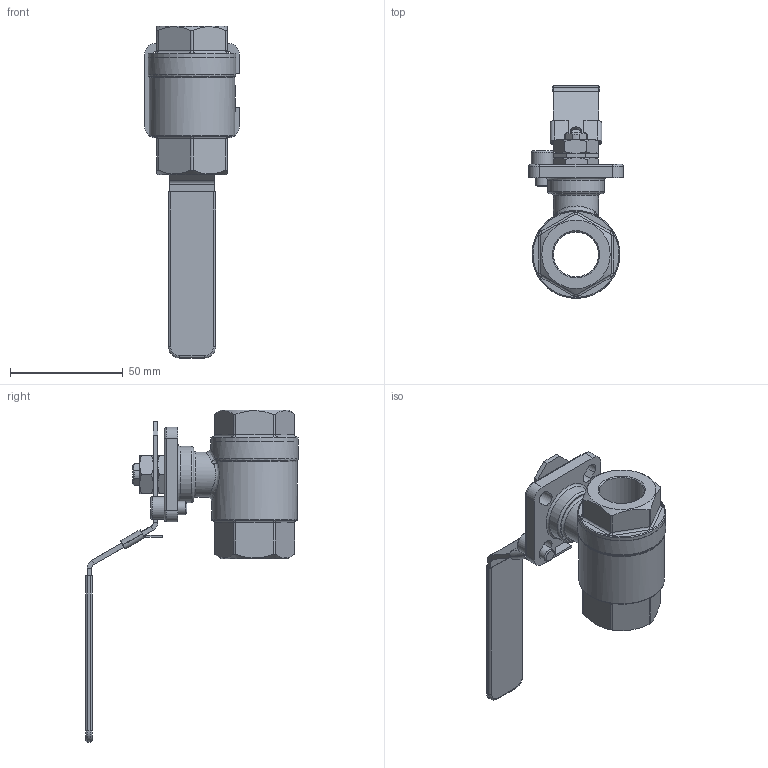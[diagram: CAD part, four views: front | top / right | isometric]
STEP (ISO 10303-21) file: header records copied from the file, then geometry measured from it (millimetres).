
FILE_DESCRIPTION(/* description */ (''),/* implementation_level */ '2;1');
FILE_NAME(/* name */ 'DN20_3D_STEP.stp',/* time_stamp */ '2024-03-21T17:41:30+03:00',/* author */ ('igorr'),/* organization */ (''),/* preprocessor_version */ 'ST-DEVELOPER v19.2',/* originating_system */ 'Autodesk Inventor 2023',/* authorisation */ '');
FILE_SCHEMA (('AUTOMOTIVE_DESIGN { 1 0 10303 214 3 1 1 }'));
Length unit declared in the file: millimetre
Products named in the file (6): Сборка; Деталь1; Деталь6; Деталь7; AS 1420 - 1973 - M6 x 10; BS 3692 - M10
Assembly tree (6 placements, depth 2):
  Сборка
    Деталь1
    Деталь6
    Деталь7
    AS 1420 - 1973 - M6 x 10
    BS 3692 - M10  x2
Bounding box: 42 x 94.5 x 147.41 mm (x, y, z)
Volume: 71469.5 mm3; surface area: 30976.3 mm2
Topology: 6 solids, 6 shells, 459 faces, 1124 edges, 694 vertices
Faces by surface type: plane 220, cylinder 98, bspline 72, cone 35, torus 34
Full cylindrical faces by diameter (mm): 1 x1, 5 x1, 6 x1, 8 x1, 8.376 x2, 10 x1, 20 x3, 25 x2, 38 x1, 39 x2
Entity records: 14976 total; most frequent: CARTESIAN_POINT 4472, ORIENTED_EDGE 2142, DIRECTION 1916, EDGE_CURVE 1071, AXIS2_PLACEMENT_3D 680, VERTEX_POINT 665, LINE 556, VECTOR 556
